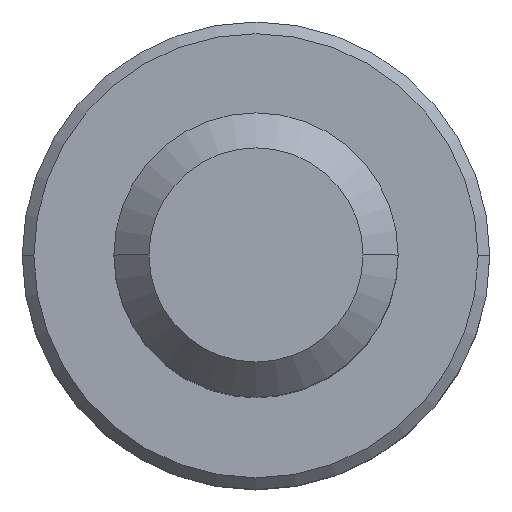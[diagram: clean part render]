
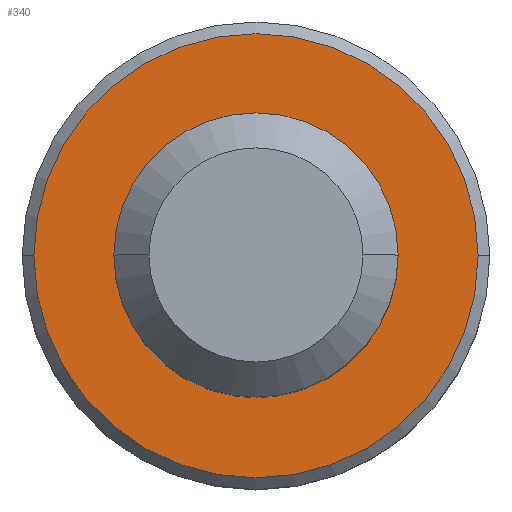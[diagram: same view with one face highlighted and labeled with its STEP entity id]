
A CAD part, top view. The second image highlights one B-rep face of the part: STEP entity #340.
In plain terms, the highlighted planar face has unit normal (0, 0, 1).
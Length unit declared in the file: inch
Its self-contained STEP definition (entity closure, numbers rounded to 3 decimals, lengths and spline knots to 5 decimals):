
#6 = CARTESIAN_POINT ( 'NONE',  ( 0., 0., -0.313 ) ) ;
#11 = DIRECTION ( 'NONE',  ( 0., 0., 1. ) ) ;
#13 = DIRECTION ( 'NONE',  ( 0., 0., 1. ) ) ;
#14 = ORIENTED_EDGE ( 'NONE', *, *, #30, .T. ) ;
#30 = EDGE_CURVE ( 'NONE', #563, #247, #219, .T. ) ;
#37 = ORIENTED_EDGE ( 'NONE', *, *, #317, .T. ) ;
#77 = DIRECTION ( 'NONE',  ( -1., 0., 0. ) ) ;
#87 = EDGE_LOOP ( 'NONE', ( #14, #37 ) ) ;
#112 = AXIS2_PLACEMENT_3D ( 'NONE', #617, #11, #520 ) ;
#123 = ORIENTED_EDGE ( 'NONE', *, *, #157, .F. ) ;
#128 = CARTESIAN_POINT ( 'NONE',  ( 0.14844, 0., -0.313 ) ) ;
#133 = VERTEX_POINT ( 'NONE', #240 ) ;
#148 = EDGE_LOOP ( 'NONE', ( #123, #734 ) ) ;
#155 = AXIS2_PLACEMENT_3D ( 'NONE', #6, #13, #671 ) ;
#157 = EDGE_CURVE ( 'NONE', #133, #494, #653, .T. ) ;
#185 = DIRECTION ( 'NONE',  ( -1., 0., 0. ) ) ;
#197 = DIRECTION ( 'NONE',  ( 0., 0., -1. ) ) ;
#202 = DIRECTION ( 'NONE',  ( 0., 0., 1. ) ) ;
#219 = CIRCLE ( 'NONE', #112, 0.14844 ) ;
#240 = CARTESIAN_POINT ( 'NONE',  ( 0.095, 0., -0.313 ) ) ;
#247 = VERTEX_POINT ( 'NONE', #128 ) ;
#258 = CIRCLE ( 'NONE', #155, 0.14844 ) ;
#274 = CARTESIAN_POINT ( 'NONE',  ( -0.095, 0., -0.313 ) ) ;
#306 = FACE_OUTER_BOUND ( 'NONE', #87, .T. ) ;
#317 = EDGE_CURVE ( 'NONE', #247, #563, #258, .T. ) ;
#340 = ADVANCED_FACE ( 'NONE', ( #306, #613 ), #621, .F. ) ;
#375 = CARTESIAN_POINT ( 'NONE',  ( 0., 0., -0.313 ) ) ;
#434 = CARTESIAN_POINT ( 'NONE',  ( 0., 0., -0.313 ) ) ;
#494 = VERTEX_POINT ( 'NONE', #274 ) ;
#520 = DIRECTION ( 'NONE',  ( -1., 0., 0. ) ) ;
#533 = DIRECTION ( 'NONE',  ( 0., 0., 1. ) ) ;
#563 = VERTEX_POINT ( 'NONE', #787 ) ;
#569 = AXIS2_PLACEMENT_3D ( 'NONE', #375, #197, #77 ) ;
#613 = FACE_BOUND ( 'NONE', #148, .T. ) ;
#617 = CARTESIAN_POINT ( 'NONE',  ( 0., 0., -0.313 ) ) ;
#621 = PLANE ( 'NONE',  #569 ) ;
#653 = CIRCLE ( 'NONE', #685, 0.095 ) ;
#671 = DIRECTION ( 'NONE',  ( -1., 0., 0. ) ) ;
#685 = AXIS2_PLACEMENT_3D ( 'NONE', #774, #533, #725 ) ;
#725 = DIRECTION ( 'NONE',  ( -1., 0., 0. ) ) ;
#734 = ORIENTED_EDGE ( 'NONE', *, *, #777, .F. ) ;
#774 = CARTESIAN_POINT ( 'NONE',  ( 0., 0., -0.313 ) ) ;
#776 = CIRCLE ( 'NONE', #788, 0.095 ) ;
#777 = EDGE_CURVE ( 'NONE', #494, #133, #776, .T. ) ;
#787 = CARTESIAN_POINT ( 'NONE',  ( -0.14844, 0., -0.313 ) ) ;
#788 = AXIS2_PLACEMENT_3D ( 'NONE', #434, #202, #185 ) ;
